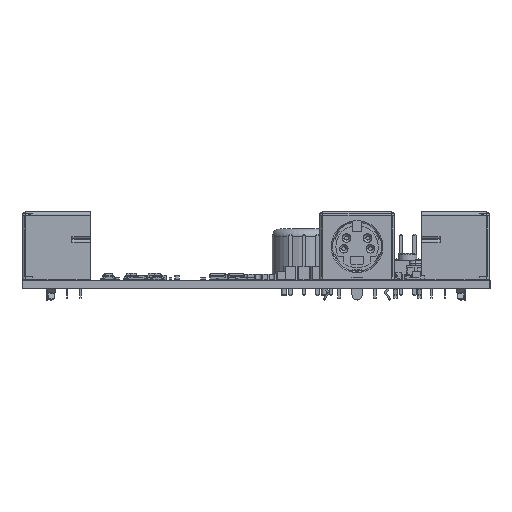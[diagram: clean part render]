
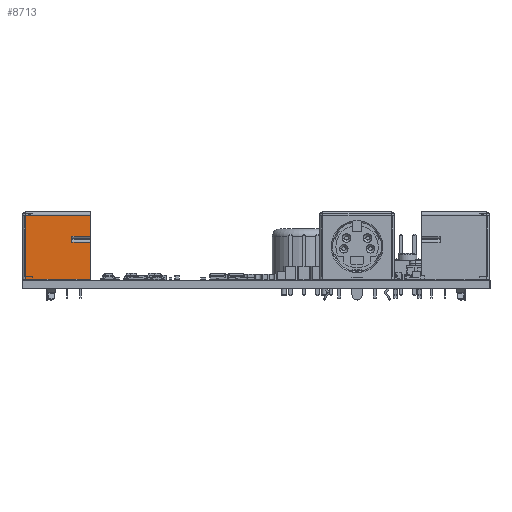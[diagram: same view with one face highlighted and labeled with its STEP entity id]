
A CAD part, left-side view. The second image highlights one B-rep face of the part: STEP entity #8713.
In plain terms, the highlighted face is planar.
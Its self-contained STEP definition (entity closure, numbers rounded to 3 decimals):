
#8611 = VERTEX_POINT('',#8612);
#8612 = CARTESIAN_POINT('',(7.013,1.981,-9.398));
#8630 = VERTEX_POINT('',#8631);
#8631 = CARTESIAN_POINT('',(7.013,0.833,-9.398));
#8638 = EDGE_CURVE('',#8630,#8611,#8639,.T.);
#8639 = LINE('',#8640,#8641);
#8640 = CARTESIAN_POINT('',(7.013,0.833,-9.398));
#8641 = VECTOR('',#8642,1.);
#8642 = DIRECTION('',(0.,1.,0.));
#8694 = VERTEX_POINT('',#8695);
#8695 = CARTESIAN_POINT('',(7.013,1.981,-12.827));
#8702 = EDGE_CURVE('',#8694,#8611,#8703,.T.);
#8703 = LINE('',#8704,#8705);
#8704 = CARTESIAN_POINT('',(7.013,1.981,-12.827));
#8705 = VECTOR('',#8706,1.);
#8706 = DIRECTION('',(0.,0.,1.));
#8713 = ADVANCED_FACE('',(#8714),#8780,.T.);
#8714 = FACE_BOUND('',#8715,.F.);
#8715 = EDGE_LOOP('',(#8716,#8726,#8734,#8740,#8741,#8742,#8750,#8758,
    #8766,#8774));
#8716 = ORIENTED_EDGE('',*,*,#8717,.F.);
#8717 = EDGE_CURVE('',#8718,#8720,#8722,.T.);
#8718 = VERTEX_POINT('',#8719);
#8719 = CARTESIAN_POINT('',(7.013,5.944,-0.574));
#8720 = VERTEX_POINT('',#8721);
#8721 = CARTESIAN_POINT('',(7.013,-6.157,-0.574));
#8722 = LINE('',#8723,#8724);
#8723 = CARTESIAN_POINT('',(7.013,5.944,-0.574));
#8724 = VECTOR('',#8725,1.);
#8725 = DIRECTION('',(0.,-1.,0.));
#8726 = ORIENTED_EDGE('',*,*,#8727,.F.);
#8727 = EDGE_CURVE('',#8728,#8718,#8730,.T.);
#8728 = VERTEX_POINT('',#8729);
#8729 = CARTESIAN_POINT('',(7.013,5.944,-12.827));
#8730 = LINE('',#8731,#8732);
#8731 = CARTESIAN_POINT('',(7.013,5.944,-12.827));
#8732 = VECTOR('',#8733,1.);
#8733 = DIRECTION('',(0.,0.,1.));
#8734 = ORIENTED_EDGE('',*,*,#8735,.T.);
#8735 = EDGE_CURVE('',#8728,#8694,#8736,.T.);
#8736 = LINE('',#8737,#8738);
#8737 = CARTESIAN_POINT('',(7.013,5.944,-12.827));
#8738 = VECTOR('',#8739,1.);
#8739 = DIRECTION('',(0.,-1.,0.));
#8740 = ORIENTED_EDGE('',*,*,#8702,.T.);
#8741 = ORIENTED_EDGE('',*,*,#8638,.F.);
#8742 = ORIENTED_EDGE('',*,*,#8743,.F.);
#8743 = EDGE_CURVE('',#8744,#8630,#8746,.T.);
#8744 = VERTEX_POINT('',#8745);
#8745 = CARTESIAN_POINT('',(7.013,0.833,-12.827));
#8746 = LINE('',#8747,#8748);
#8747 = CARTESIAN_POINT('',(7.013,0.833,-12.827));
#8748 = VECTOR('',#8749,1.);
#8749 = DIRECTION('',(0.,0.,1.));
#8750 = ORIENTED_EDGE('',*,*,#8751,.T.);
#8751 = EDGE_CURVE('',#8744,#8752,#8754,.T.);
#8752 = VERTEX_POINT('',#8753);
#8753 = CARTESIAN_POINT('',(7.013,-6.157,-12.827));
#8754 = LINE('',#8755,#8756);
#8755 = CARTESIAN_POINT('',(7.013,0.833,-12.827));
#8756 = VECTOR('',#8757,1.);
#8757 = DIRECTION('',(0.,-1.,0.));
#8758 = ORIENTED_EDGE('',*,*,#8759,.F.);
#8759 = EDGE_CURVE('',#8760,#8752,#8762,.T.);
#8760 = VERTEX_POINT('',#8761);
#8761 = CARTESIAN_POINT('',(7.013,-6.157,-6.528));
#8762 = LINE('',#8763,#8764);
#8763 = CARTESIAN_POINT('',(7.013,-6.157,-6.528));
#8764 = VECTOR('',#8765,1.);
#8765 = DIRECTION('',(0.,0.,-1.));
#8766 = ORIENTED_EDGE('',*,*,#8767,.F.);
#8767 = EDGE_CURVE('',#8768,#8760,#8770,.T.);
#8768 = VERTEX_POINT('',#8769);
#8769 = CARTESIAN_POINT('',(7.013,-6.157,-4.496));
#8770 = LINE('',#8771,#8772);
#8771 = CARTESIAN_POINT('',(7.013,-6.157,-4.496));
#8772 = VECTOR('',#8773,1.);
#8773 = DIRECTION('',(0.,0.,-1.));
#8774 = ORIENTED_EDGE('',*,*,#8775,.F.);
#8775 = EDGE_CURVE('',#8720,#8768,#8776,.T.);
#8776 = LINE('',#8777,#8778);
#8777 = CARTESIAN_POINT('',(7.013,-6.157,-0.574));
#8778 = VECTOR('',#8779,1.);
#8779 = DIRECTION('',(0.,0.,-1.));
#8780 = PLANE('',#8781);
#8781 = AXIS2_PLACEMENT_3D('',#8782,#8783,#8784);
#8782 = CARTESIAN_POINT('',(7.013,0.833,-12.827));
#8783 = DIRECTION('',(1.,0.,0.));
#8784 = DIRECTION('',(0.,-1.,0.));
